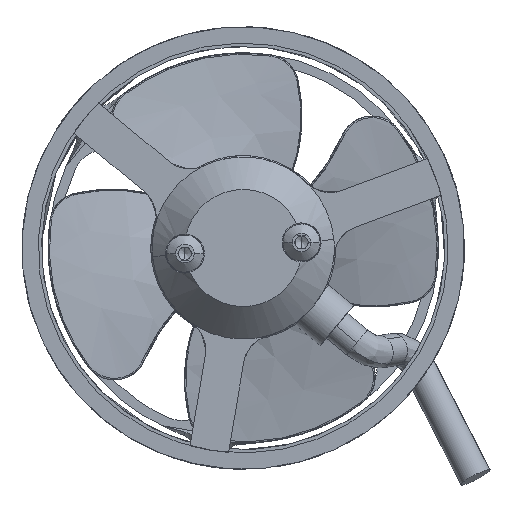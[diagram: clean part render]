
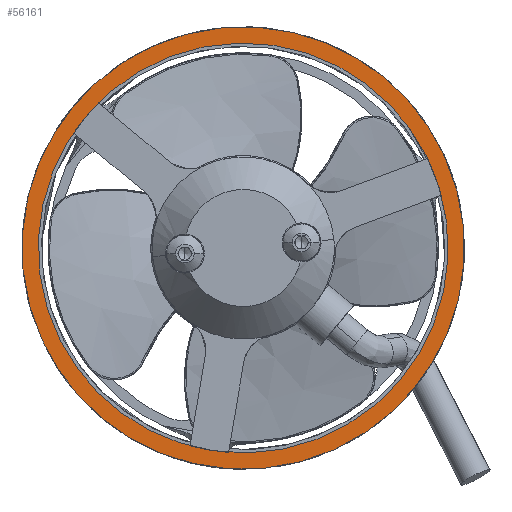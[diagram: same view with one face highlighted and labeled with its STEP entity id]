
A CAD part, front view. The second image highlights one B-rep face of the part: STEP entity #56161.
In plain terms, the highlighted free-form (B-spline) face has degree [1, 1] with [2, 2] control points.
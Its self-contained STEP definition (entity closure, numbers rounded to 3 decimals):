
#54654 = VERTEX_POINT('',#54655);
#54655 = CARTESIAN_POINT('',(-97.695,-50.078,
    58.86));
#54660 = EDGE_CURVE('',#54661,#54654,#54663,.T.);
#54661 = VERTEX_POINT('',#54662);
#54662 = CARTESIAN_POINT('',(-155.468,-50.078,
    106.608));
#54663 = ( BOUNDED_CURVE() B_SPLINE_CURVE(2,(#54664,#54665,#54666,#54667
,#54668),.UNSPECIFIED.,.F.,.F.) B_SPLINE_CURVE_WITH_KNOTS((3,2,3),(0.,
1.571,3.142),.PIECEWISE_BEZIER_KNOTS.) CURVE() 
GEOMETRIC_REPRESENTATION_ITEM() RATIONAL_B_SPLINE_CURVE((1.,
0.707,1.,0.707,1.)) REPRESENTATION_ITEM('') );
#54664 = CARTESIAN_POINT('',(-155.468,-50.078,
    106.608));
#54665 = CARTESIAN_POINT('',(-179.342,-50.078,
    77.722));
#54666 = CARTESIAN_POINT('',(-150.455,-50.078,
    53.848));
#54667 = CARTESIAN_POINT('',(-121.569,-50.078,
    29.974));
#54668 = CARTESIAN_POINT('',(-97.695,-50.078,
    58.86));
#54872 = VERTEX_POINT('',#54873);
#54873 = CARTESIAN_POINT('',(-153.344,-50.078,
    104.852));
#54878 = EDGE_CURVE('',#54879,#54872,#54881,.T.);
#54879 = VERTEX_POINT('',#54880);
#54880 = CARTESIAN_POINT('',(-99.819,-50.078,
    60.616));
#54881 = ( BOUNDED_CURVE() B_SPLINE_CURVE(2,(#54882,#54883,#54884,#54885
,#54886),.UNSPECIFIED.,.F.,.F.) B_SPLINE_CURVE_WITH_KNOTS((3,2,3),(
    3.142,4.712,6.283),
.PIECEWISE_BEZIER_KNOTS.) CURVE() GEOMETRIC_REPRESENTATION_ITEM() 
RATIONAL_B_SPLINE_CURVE((1.,0.707,1.,0.707,1.)) 
REPRESENTATION_ITEM('') );
#54882 = CARTESIAN_POINT('',(-99.819,-50.078,
    60.616));
#54883 = CARTESIAN_POINT('',(-77.701,-50.078,
    87.378));
#54884 = CARTESIAN_POINT('',(-104.463,-50.078,
    109.496));
#54885 = CARTESIAN_POINT('',(-131.225,-50.078,
    131.615));
#54886 = CARTESIAN_POINT('',(-153.344,-50.078,
    104.852));
#55265 = EDGE_CURVE('',#54872,#54879,#55266,.T.);
#55266 = ( BOUNDED_CURVE() B_SPLINE_CURVE(2,(#55267,#55268,#55269,#55270
,#55271),.UNSPECIFIED.,.F.,.F.) B_SPLINE_CURVE_WITH_KNOTS((3,2,3),(0.,
1.571,3.142),.PIECEWISE_BEZIER_KNOTS.) CURVE() 
GEOMETRIC_REPRESENTATION_ITEM() RATIONAL_B_SPLINE_CURVE((1.,
0.707,1.,0.707,1.)) REPRESENTATION_ITEM('') );
#55267 = CARTESIAN_POINT('',(-153.344,-50.078,
    104.852));
#55268 = CARTESIAN_POINT('',(-175.462,-50.078,
    78.09));
#55269 = CARTESIAN_POINT('',(-148.7,-50.078,
    55.972));
#55270 = CARTESIAN_POINT('',(-121.938,-50.078,
    33.853));
#55271 = CARTESIAN_POINT('',(-99.819,-50.078,
    60.616));
#55366 = EDGE_CURVE('',#54654,#54661,#55367,.T.);
#55367 = ( BOUNDED_CURVE() B_SPLINE_CURVE(2,(#55368,#55369,#55370,#55371
,#55372),.UNSPECIFIED.,.F.,.F.) B_SPLINE_CURVE_WITH_KNOTS((3,2,3),(
    3.142,4.712,6.283),
.PIECEWISE_BEZIER_KNOTS.) CURVE() GEOMETRIC_REPRESENTATION_ITEM() 
RATIONAL_B_SPLINE_CURVE((1.,0.707,1.,0.707,1.)) 
REPRESENTATION_ITEM('') );
#55368 = CARTESIAN_POINT('',(-97.695,-50.078,
    58.86));
#55369 = CARTESIAN_POINT('',(-73.821,-50.078,
    87.746));
#55370 = CARTESIAN_POINT('',(-102.708,-50.078,
    111.62));
#55371 = CARTESIAN_POINT('',(-131.594,-50.078,
    135.494));
#55372 = CARTESIAN_POINT('',(-155.468,-50.078,
    106.608));
#56161 = ADVANCED_FACE('',(#56162,#56166),#56170,.F.);
#56162 = FACE_BOUND('',#56163,.T.);
#56163 = EDGE_LOOP('',(#56164,#56165));
#56164 = ORIENTED_EDGE('',*,*,#55265,.F.);
#56165 = ORIENTED_EDGE('',*,*,#54878,.F.);
#56166 = FACE_BOUND('',#56167,.T.);
#56167 = EDGE_LOOP('',(#56168,#56169));
#56168 = ORIENTED_EDGE('',*,*,#54660,.T.);
#56169 = ORIENTED_EDGE('',*,*,#55366,.T.);
#56170 = B_SPLINE_SURFACE_WITH_KNOTS('',1,1,(
    (#56171,#56172)
    ,(#56173,#56174
    )),.UNSPECIFIED.,.F.,.F.,.F.,(2,2),(2,2),(-34.,34.),(-34.,34.),
  .PIECEWISE_BEZIER_KNOTS.);
#56171 = CARTESIAN_POINT('',(-131.594,-50.078,
    135.494));
#56172 = CARTESIAN_POINT('',(-179.342,-50.078,
    77.722));
#56173 = CARTESIAN_POINT('',(-73.821,-50.078,
    87.746));
#56174 = CARTESIAN_POINT('',(-121.569,-50.078,
    29.974));
